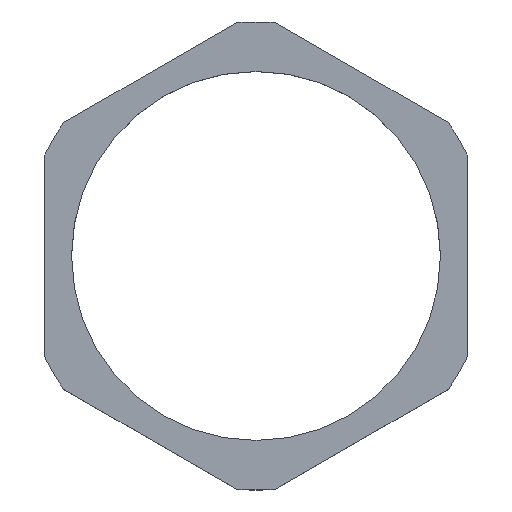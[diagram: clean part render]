
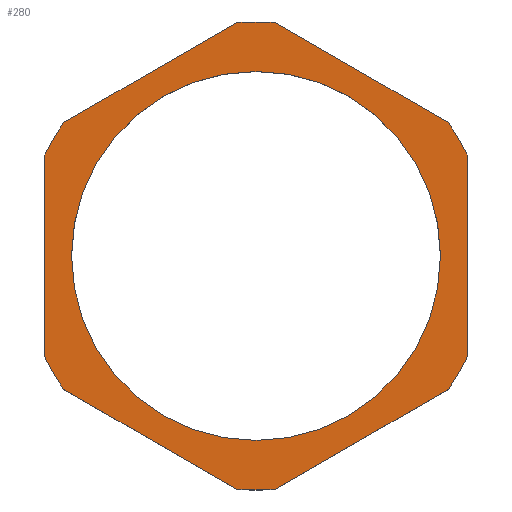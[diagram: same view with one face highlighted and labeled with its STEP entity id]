
A CAD part, top view. The second image highlights one B-rep face of the part: STEP entity #280.
In plain terms, the highlighted planar face has unit normal (0, 0, 1).
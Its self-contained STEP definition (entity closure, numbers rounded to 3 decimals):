
#6 = AXIS2_PLACEMENT_3D ( 'NONE', #354, #53, #308 ) ;
#8 = LINE ( 'NONE', #212, #105 ) ;
#20 = ORIENTED_EDGE ( 'NONE', *, *, #514, .F. ) ;
#21 = FACE_BOUND ( 'NONE', #445, .T. ) ;
#26 = CARTESIAN_POINT ( 'NONE',  ( 15.9, 11.027, 4.5 ) ) ;
#31 = ORIENTED_EDGE ( 'NONE', *, *, #223, .T. ) ;
#37 = ORIENTED_EDGE ( 'NONE', *, *, #129, .T. ) ;
#40 = ORIENTED_EDGE ( 'NONE', *, *, #74, .T. ) ;
#43 = LINE ( 'NONE', #70, #266 ) ;
#47 = CARTESIAN_POINT ( 'NONE',  ( -15.9, 11.027, 4.5 ) ) ;
#48 = EDGE_CURVE ( 'NONE', #374, #532, #263, .T. ) ;
#50 = ORIENTED_EDGE ( 'NONE', *, *, #48, .T. ) ;
#53 = DIRECTION ( 'NONE',  ( 0., 0., 1. ) ) ;
#54 = EDGE_CURVE ( 'NONE', #235, #486, #117, .T. ) ;
#57 = DIRECTION ( 'NONE',  ( 0.866, 0.5, 0. ) ) ;
#59 = ORIENTED_EDGE ( 'NONE', *, *, #201, .F. ) ;
#60 = CARTESIAN_POINT ( 'NONE',  ( -15.25, 0., 4.5 ) ) ;
#61 = DIRECTION ( 'NONE',  ( 0., 0., 1. ) ) ;
#63 = AXIS2_PLACEMENT_3D ( 'NONE', #432, #139, #91 ) ;
#64 = DIRECTION ( 'NONE',  ( 0.866, -0.5, 0. ) ) ;
#65 = DIRECTION ( 'NONE',  ( 1., 0., 0. ) ) ;
#67 = CARTESIAN_POINT ( 'NONE',  ( 0., 0., 4.5 ) ) ;
#70 = CARTESIAN_POINT ( 'NONE',  ( -15.9, -11.027, 4.5 ) ) ;
#74 = EDGE_CURVE ( 'NONE', #247, #140, #542, .T. ) ;
#75 = CIRCLE ( 'NONE', #361, 19.35 ) ;
#77 = AXIS2_PLACEMENT_3D ( 'NONE', #156, #446, #109 ) ;
#88 = DIRECTION ( 'NONE',  ( 1., 0., 0. ) ) ;
#90 = VECTOR ( 'NONE', #498, 1000. ) ;
#91 = DIRECTION ( 'NONE',  ( 1., 0., 0. ) ) ;
#95 = LINE ( 'NONE', #270, #519 ) ;
#102 = DIRECTION ( 'NONE',  ( 0., -1., 0. ) ) ;
#103 = VERTEX_POINT ( 'NONE', #281 ) ;
#105 = VECTOR ( 'NONE', #102, 1000. ) ;
#109 = DIRECTION ( 'NONE',  ( 1., 0., 0. ) ) ;
#115 = VERTEX_POINT ( 'NONE', #313 ) ;
#117 = CIRCLE ( 'NONE', #192, 19.35 ) ;
#123 = VERTEX_POINT ( 'NONE', #60 ) ;
#127 = DIRECTION ( 'NONE',  ( 0., 0., 1. ) ) ;
#129 = EDGE_CURVE ( 'NONE', #140, #482, #75, .T. ) ;
#132 = FACE_OUTER_BOUND ( 'NONE', #173, .T. ) ;
#139 = DIRECTION ( 'NONE',  ( 0., 0., 1. ) ) ;
#140 = VERTEX_POINT ( 'NONE', #146 ) ;
#143 = EDGE_CURVE ( 'NONE', #486, #153, #95, .T. ) ;
#146 = CARTESIAN_POINT ( 'NONE',  ( 1.6, 19.284, 4.5 ) ) ;
#153 = VERTEX_POINT ( 'NONE', #358 ) ;
#156 = CARTESIAN_POINT ( 'NONE',  ( 0., 0., 4.5 ) ) ;
#173 = EDGE_LOOP ( 'NONE', ( #50, #243, #31, #440, #433, #521, #524, #382, #546, #40, #37, #399 ) ) ;
#182 = VECTOR ( 'NONE', #277, 1000. ) ;
#190 = DIRECTION ( 'NONE',  ( 0., 0., 1. ) ) ;
#192 = AXIS2_PLACEMENT_3D ( 'NONE', #245, #474, #339 ) ;
#193 = CARTESIAN_POINT ( 'NONE',  ( 17.5, -8.257, 4.5 ) ) ;
#196 = CARTESIAN_POINT ( 'NONE',  ( -17.5, -8.257, 4.5 ) ) ;
#198 = DIRECTION ( 'NONE',  ( -0.866, 0.5, 0. ) ) ;
#201 = EDGE_CURVE ( 'NONE', #459, #123, #454, .T. ) ;
#212 = CARTESIAN_POINT ( 'NONE',  ( -17.5, 8.257, 4.5 ) ) ;
#213 = AXIS2_PLACEMENT_3D ( 'NONE', #360, #61, #65 ) ;
#218 = LINE ( 'NONE', #487, #90 ) ;
#223 = EDGE_CURVE ( 'NONE', #340, #103, #364, .T. ) ;
#232 = AXIS2_PLACEMENT_3D ( 'NONE', #302, #388, #88 ) ;
#233 = CIRCLE ( 'NONE', #403, 19.35 ) ;
#235 = VERTEX_POINT ( 'NONE', #352 ) ;
#237 = CARTESIAN_POINT ( 'NONE',  ( -1.6, 19.284, 4.5 ) ) ;
#243 = ORIENTED_EDGE ( 'NONE', *, *, #370, .T. ) ;
#245 = CARTESIAN_POINT ( 'NONE',  ( 0., 0., 4.5 ) ) ;
#247 = VERTEX_POINT ( 'NONE', #472 ) ;
#254 = CARTESIAN_POINT ( 'NONE',  ( 0., 0., 4.5 ) ) ;
#263 = CIRCLE ( 'NONE', #213, 19.35 ) ;
#266 = VECTOR ( 'NONE', #64, 1000. ) ;
#270 = CARTESIAN_POINT ( 'NONE',  ( 1.6, -19.284, 4.5 ) ) ;
#277 = DIRECTION ( 'NONE',  ( 0., 1., 0. ) ) ;
#280 = ADVANCED_FACE ( 'NONE', ( #21, #132 ), #427, .T. ) ;
#281 = CARTESIAN_POINT ( 'NONE',  ( -15.9, -11.027, 4.5 ) ) ;
#302 = CARTESIAN_POINT ( 'NONE',  ( 0., 0., 4.5 ) ) ;
#307 = AXIS2_PLACEMENT_3D ( 'NONE', #67, #373, #545 ) ;
#308 = DIRECTION ( 'NONE',  ( 1., 0., 0. ) ) ;
#313 = CARTESIAN_POINT ( 'NONE',  ( 17.5, 8.257, 4.5 ) ) ;
#339 = DIRECTION ( 'NONE',  ( 1., 0., 0. ) ) ;
#340 = VERTEX_POINT ( 'NONE', #196 ) ;
#342 = EDGE_CURVE ( 'NONE', #153, #343, #233, .T. ) ;
#343 = VERTEX_POINT ( 'NONE', #193 ) ;
#352 = CARTESIAN_POINT ( 'NONE',  ( -1.6, -19.284, 4.5 ) ) ;
#354 = CARTESIAN_POINT ( 'NONE',  ( 0., 0., 4.5 ) ) ;
#358 = CARTESIAN_POINT ( 'NONE',  ( 15.9, -11.027, 4.5 ) ) ;
#360 = CARTESIAN_POINT ( 'NONE',  ( 0., 0., 4.5 ) ) ;
#361 = AXIS2_PLACEMENT_3D ( 'NONE', #483, #190, #438 ) ;
#364 = CIRCLE ( 'NONE', #63, 19.35 ) ;
#370 = EDGE_CURVE ( 'NONE', #532, #340, #8, .T. ) ;
#373 = DIRECTION ( 'NONE',  ( 0., 0., 1. ) ) ;
#374 = VERTEX_POINT ( 'NONE', #47 ) ;
#380 = EDGE_CURVE ( 'NONE', #482, #374, #218, .T. ) ;
#381 = CIRCLE ( 'NONE', #307, 15.25 ) ;
#382 = ORIENTED_EDGE ( 'NONE', *, *, #449, .T. ) ;
#383 = DIRECTION ( 'NONE',  ( 1., 0., 0. ) ) ;
#388 = DIRECTION ( 'NONE',  ( 0., 0., 1. ) ) ;
#392 = VECTOR ( 'NONE', #198, 1000. ) ;
#395 = LINE ( 'NONE', #533, #182 ) ;
#399 = ORIENTED_EDGE ( 'NONE', *, *, #380, .T. ) ;
#403 = AXIS2_PLACEMENT_3D ( 'NONE', #254, #127, #383 ) ;
#407 = CARTESIAN_POINT ( 'NONE',  ( 1.6, -19.284, 4.5 ) ) ;
#427 = PLANE ( 'NONE',  #232 ) ;
#432 = CARTESIAN_POINT ( 'NONE',  ( 0., 0., 4.5 ) ) ;
#433 = ORIENTED_EDGE ( 'NONE', *, *, #54, .T. ) ;
#438 = DIRECTION ( 'NONE',  ( 1., 0., 0. ) ) ;
#440 = ORIENTED_EDGE ( 'NONE', *, *, #508, .T. ) ;
#445 = EDGE_LOOP ( 'NONE', ( #59, #20 ) ) ;
#446 = DIRECTION ( 'NONE',  ( 0., 0., 1. ) ) ;
#449 = EDGE_CURVE ( 'NONE', #343, #115, #395, .T. ) ;
#454 = CIRCLE ( 'NONE', #6, 15.25 ) ;
#456 = CARTESIAN_POINT ( 'NONE',  ( -17.5, 8.257, 4.5 ) ) ;
#459 = VERTEX_POINT ( 'NONE', #496 ) ;
#461 = EDGE_CURVE ( 'NONE', #115, #247, #529, .T. ) ;
#472 = CARTESIAN_POINT ( 'NONE',  ( 15.9, 11.027, 4.5 ) ) ;
#474 = DIRECTION ( 'NONE',  ( 0., 0., 1. ) ) ;
#482 = VERTEX_POINT ( 'NONE', #237 ) ;
#483 = CARTESIAN_POINT ( 'NONE',  ( 0., 0., 4.5 ) ) ;
#486 = VERTEX_POINT ( 'NONE', #407 ) ;
#487 = CARTESIAN_POINT ( 'NONE',  ( -1.6, 19.284, 4.5 ) ) ;
#496 = CARTESIAN_POINT ( 'NONE',  ( 15.25, 0., 4.5 ) ) ;
#498 = DIRECTION ( 'NONE',  ( -0.866, -0.5, 0. ) ) ;
#508 = EDGE_CURVE ( 'NONE', #103, #235, #43, .T. ) ;
#514 = EDGE_CURVE ( 'NONE', #123, #459, #381, .T. ) ;
#519 = VECTOR ( 'NONE', #57, 1000. ) ;
#521 = ORIENTED_EDGE ( 'NONE', *, *, #143, .T. ) ;
#524 = ORIENTED_EDGE ( 'NONE', *, *, #342, .T. ) ;
#529 = CIRCLE ( 'NONE', #77, 19.35 ) ;
#532 = VERTEX_POINT ( 'NONE', #456 ) ;
#533 = CARTESIAN_POINT ( 'NONE',  ( 17.5, -8.257, 4.5 ) ) ;
#542 = LINE ( 'NONE', #26, #392 ) ;
#545 = DIRECTION ( 'NONE',  ( 1., 0., 0. ) ) ;
#546 = ORIENTED_EDGE ( 'NONE', *, *, #461, .T. ) ;
